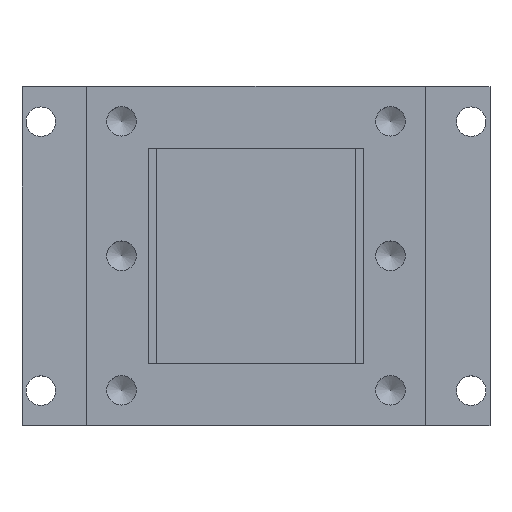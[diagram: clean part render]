
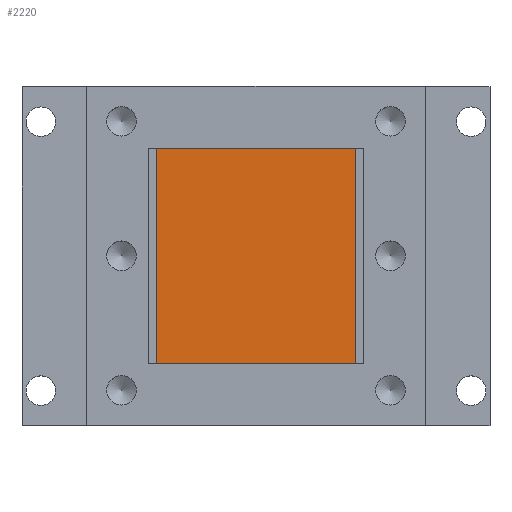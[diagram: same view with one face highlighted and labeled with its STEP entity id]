
A CAD part, top view. The second image highlights one B-rep face of the part: STEP entity #2220.
In plain terms, the highlighted planar face has unit normal (0, 0, 1).
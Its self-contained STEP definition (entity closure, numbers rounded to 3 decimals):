
#44 = PLANE('',#45);
#45 = AXIS2_PLACEMENT_3D('',#46,#47,#48);
#46 = CARTESIAN_POINT('',(0.,0.,
    -4.351));
#47 = DIRECTION('',(0.,1.,0.));
#48 = DIRECTION('',(0.,0.,-1.));
#100 = PLANE('',#101);
#101 = AXIS2_PLACEMENT_3D('',#102,#103,#104);
#102 = CARTESIAN_POINT('',(0.,-63.,-4.351));
#103 = DIRECTION('',(0.,-1.,0.));
#104 = DIRECTION('',(0.,0.,1.));
#331 = VERTEX_POINT('',#332);
#332 = CARTESIAN_POINT('',(-18.5,0.,-20.));
#346 = PLANE('',#347);
#347 = AXIS2_PLACEMENT_3D('',#348,#349,#350);
#348 = CARTESIAN_POINT('',(-18.5,0.,20.));
#349 = DIRECTION('',(1.,0.,0.));
#350 = DIRECTION('',(0.,0.,-1.));
#358 = EDGE_CURVE('',#331,#359,#361,.T.);
#359 = VERTEX_POINT('',#360);
#360 = CARTESIAN_POINT('',(18.5,0.,-20.));
#361 = SURFACE_CURVE('',#362,(#366,#373),.PCURVE_S1.);
#362 = LINE('',#363,#364);
#363 = CARTESIAN_POINT('',(-18.5,0.,-20.));
#364 = VECTOR('',#365,1.);
#365 = DIRECTION('',(1.,0.,0.));
#366 = PCURVE('',#44,#367);
#367 = DEFINITIONAL_REPRESENTATION('',(#368),#372);
#368 = LINE('',#369,#370);
#369 = CARTESIAN_POINT('',(15.649,18.5));
#370 = VECTOR('',#371,1.);
#371 = DIRECTION('',(0.,-1.));
#372 = ( GEOMETRIC_REPRESENTATION_CONTEXT(2) 
PARAMETRIC_REPRESENTATION_CONTEXT() REPRESENTATION_CONTEXT('2D SPACE',''
  ) );
#373 = PCURVE('',#374,#379);
#374 = PLANE('',#375);
#375 = AXIS2_PLACEMENT_3D('',#376,#377,#378);
#376 = CARTESIAN_POINT('',(-18.5,0.,-20.));
#377 = DIRECTION('',(0.,0.,1.));
#378 = DIRECTION('',(1.,0.,0.));
#379 = DEFINITIONAL_REPRESENTATION('',(#380),#384);
#380 = LINE('',#381,#382);
#381 = CARTESIAN_POINT('',(0.,0.));
#382 = VECTOR('',#383,1.);
#383 = DIRECTION('',(1.,0.));
#384 = ( GEOMETRIC_REPRESENTATION_CONTEXT(2) 
PARAMETRIC_REPRESENTATION_CONTEXT() REPRESENTATION_CONTEXT('2D SPACE',''
  ) );
#402 = PLANE('',#403);
#403 = AXIS2_PLACEMENT_3D('',#404,#405,#406);
#404 = CARTESIAN_POINT('',(18.5,0.,-20.));
#405 = DIRECTION('',(-1.,0.,0.));
#406 = DIRECTION('',(0.,0.,1.));
#608 = VERTEX_POINT('',#609);
#609 = CARTESIAN_POINT('',(-18.5,-63.,-20.));
#659 = VERTEX_POINT('',#660);
#660 = CARTESIAN_POINT('',(18.5,-63.,-20.));
#681 = EDGE_CURVE('',#608,#659,#682,.T.);
#682 = SURFACE_CURVE('',#683,(#687,#694),.PCURVE_S1.);
#683 = LINE('',#684,#685);
#684 = CARTESIAN_POINT('',(-18.5,-63.,-20.));
#685 = VECTOR('',#686,1.);
#686 = DIRECTION('',(1.,0.,0.));
#687 = PCURVE('',#100,#688);
#688 = DEFINITIONAL_REPRESENTATION('',(#689),#693);
#689 = LINE('',#690,#691);
#690 = CARTESIAN_POINT('',(-15.649,18.5));
#691 = VECTOR('',#692,1.);
#692 = DIRECTION('',(0.,-1.));
#693 = ( GEOMETRIC_REPRESENTATION_CONTEXT(2) 
PARAMETRIC_REPRESENTATION_CONTEXT() REPRESENTATION_CONTEXT('2D SPACE',''
  ) );
#694 = PCURVE('',#374,#695);
#695 = DEFINITIONAL_REPRESENTATION('',(#696),#700);
#696 = LINE('',#697,#698);
#697 = CARTESIAN_POINT('',(0.,-63.));
#698 = VECTOR('',#699,1.);
#699 = DIRECTION('',(1.,0.));
#700 = ( GEOMETRIC_REPRESENTATION_CONTEXT(2) 
PARAMETRIC_REPRESENTATION_CONTEXT() REPRESENTATION_CONTEXT('2D SPACE',''
  ) );
#2199 = EDGE_CURVE('',#331,#608,#2200,.T.);
#2200 = SURFACE_CURVE('',#2201,(#2205,#2212),.PCURVE_S1.);
#2201 = LINE('',#2202,#2203);
#2202 = CARTESIAN_POINT('',(-18.5,0.,-20.));
#2203 = VECTOR('',#2204,1.);
#2204 = DIRECTION('',(0.,-1.,0.));
#2205 = PCURVE('',#346,#2206);
#2206 = DEFINITIONAL_REPRESENTATION('',(#2207),#2211);
#2207 = LINE('',#2208,#2209);
#2208 = CARTESIAN_POINT('',(40.,0.));
#2209 = VECTOR('',#2210,1.);
#2210 = DIRECTION('',(0.,-1.));
#2211 = ( GEOMETRIC_REPRESENTATION_CONTEXT(2) 
PARAMETRIC_REPRESENTATION_CONTEXT() REPRESENTATION_CONTEXT('2D SPACE',''
  ) );
#2212 = PCURVE('',#374,#2213);
#2213 = DEFINITIONAL_REPRESENTATION('',(#2214),#2218);
#2214 = LINE('',#2215,#2216);
#2215 = CARTESIAN_POINT('',(0.,0.));
#2216 = VECTOR('',#2217,1.);
#2217 = DIRECTION('',(0.,-1.));
#2218 = ( GEOMETRIC_REPRESENTATION_CONTEXT(2) 
PARAMETRIC_REPRESENTATION_CONTEXT() REPRESENTATION_CONTEXT('2D SPACE',''
  ) );
#2220 = ADVANCED_FACE('',(#2221),#374,.T.);
#2221 = FACE_BOUND('',#2222,.T.);
#2222 = EDGE_LOOP('',(#2223,#2224,#2225,#2246));
#2223 = ORIENTED_EDGE('',*,*,#2199,.T.);
#2224 = ORIENTED_EDGE('',*,*,#681,.T.);
#2225 = ORIENTED_EDGE('',*,*,#2226,.F.);
#2226 = EDGE_CURVE('',#359,#659,#2227,.T.);
#2227 = SURFACE_CURVE('',#2228,(#2232,#2239),.PCURVE_S1.);
#2228 = LINE('',#2229,#2230);
#2229 = CARTESIAN_POINT('',(18.5,0.,-20.));
#2230 = VECTOR('',#2231,1.);
#2231 = DIRECTION('',(0.,-1.,0.));
#2232 = PCURVE('',#374,#2233);
#2233 = DEFINITIONAL_REPRESENTATION('',(#2234),#2238);
#2234 = LINE('',#2235,#2236);
#2235 = CARTESIAN_POINT('',(37.,0.));
#2236 = VECTOR('',#2237,1.);
#2237 = DIRECTION('',(0.,-1.));
#2238 = ( GEOMETRIC_REPRESENTATION_CONTEXT(2) 
PARAMETRIC_REPRESENTATION_CONTEXT() REPRESENTATION_CONTEXT('2D SPACE',''
  ) );
#2239 = PCURVE('',#402,#2240);
#2240 = DEFINITIONAL_REPRESENTATION('',(#2241),#2245);
#2241 = LINE('',#2242,#2243);
#2242 = CARTESIAN_POINT('',(0.,0.));
#2243 = VECTOR('',#2244,1.);
#2244 = DIRECTION('',(0.,-1.));
#2245 = ( GEOMETRIC_REPRESENTATION_CONTEXT(2) 
PARAMETRIC_REPRESENTATION_CONTEXT() REPRESENTATION_CONTEXT('2D SPACE',''
  ) );
#2246 = ORIENTED_EDGE('',*,*,#358,.F.);
